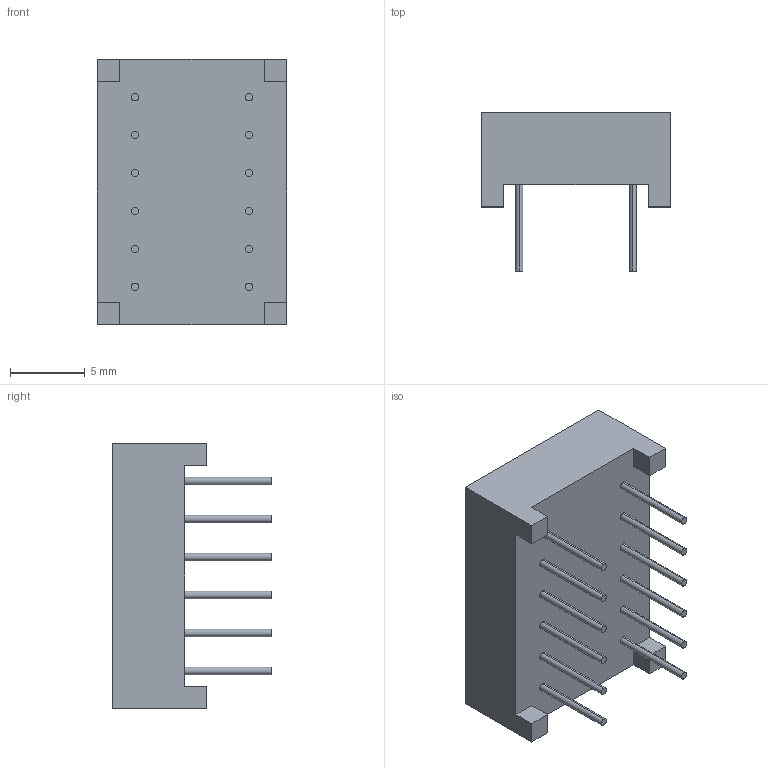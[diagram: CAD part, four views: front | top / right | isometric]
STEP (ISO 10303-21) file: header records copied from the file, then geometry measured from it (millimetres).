
FILE_DESCRIPTION (( 'STEP AP214' ), '1' );
FILE_NAME ('DISP,LED Matrix,5x7,0.7,Yellow.STEP', '2020-03-23T01:02:07', ( '' ), ( '' ), 'SwSTEP 2.0', 'SolidWorks 2020', '' );
FILE_SCHEMA (( 'AUTOMOTIVE_DESIGN' ));
Length unit declared in the file: millimetre
Products named in the file (1): DISP,LED Matrix,5x7,0.7,Yellow
Bounding box: 12.66 x 10.6 x 17.74 mm (x, y, z)
Volume: 1099.8 mm3; surface area: 897.2 mm2
Topology: 1 solids, 1 shells, 159 faces, 330 edges, 220 vertices
Faces by surface type: cylinder 94, plane 65
Entity records: 5996 total; most frequent: DIRECTION 838, CARTESIAN_POINT 710, ORIENTED_EDGE 660, AXIS2_PLACEMENT_3D 348, EDGE_CURVE 330, VERTEX_POINT 220, EDGE_LOOP 206, CIRCLE 188
